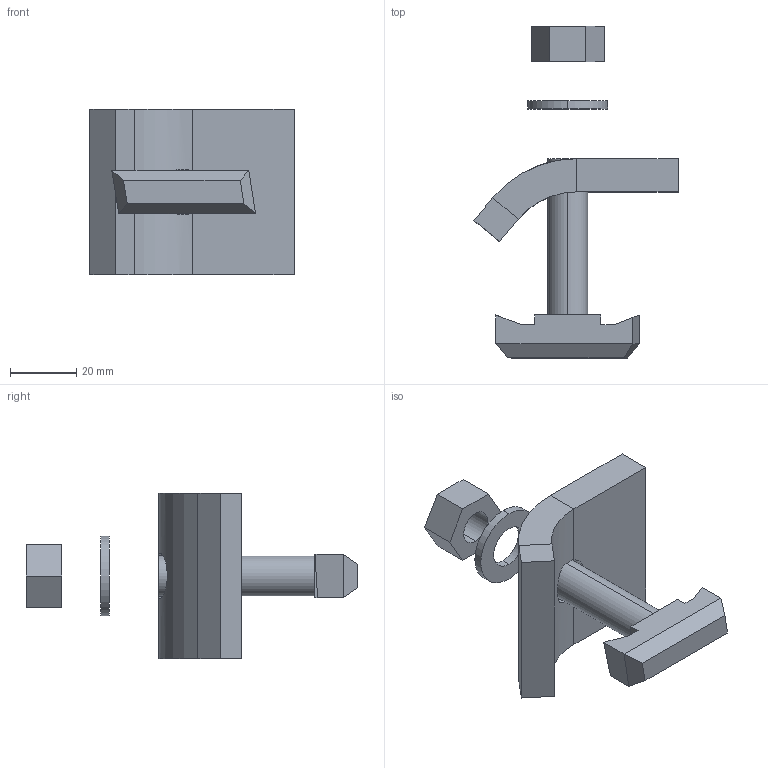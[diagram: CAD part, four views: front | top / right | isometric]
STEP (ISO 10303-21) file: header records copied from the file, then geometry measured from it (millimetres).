
FILE_DESCRIPTION (( 'STEP AP214' ), '1' );
FILE_NAME ('6355056.stp', '2017-12-07T14:23:34', ( '' ), ( '' ), 'SwSTEP 2.0', 'SolidWorks 2016', '' );
FILE_SCHEMA (( 'AUTOMOTIVE_DESIGN' ));
Length unit declared in the file: millimetre
Products named in the file (5): 106410_M12x50; 6355056; 047721_Hexagon Nut ISO 4032 - M12 - D - N; KTS 03.002-036_60x15; 009583_Washer ISO 7090 - 12
Assembly tree (4 placements, depth 2):
  6355056
    047721_Hexagon Nut ISO 4032 - M12 - D - N
    009583_Washer ISO 7090 - 12
    106410_M12x50
    KTS 03.002-036_60x15
Bounding box: 61.5 x 100 x 50 mm (x, y, z)
Volume: 44567.5 mm3; surface area: 15226.2 mm2
Topology: 4 solids, 4 shells, 57 faces, 132 edges, 82 vertices
Faces by surface type: plane 41, cylinder 11, bspline 3, cone 2
Entity records: 1930 total; most frequent: CARTESIAN_POINT 441, DIRECTION 270, ORIENTED_EDGE 264, EDGE_CURVE 132, VECTOR 92, LINE 92, AXIS2_PLACEMENT_3D 89, VERTEX_POINT 82
